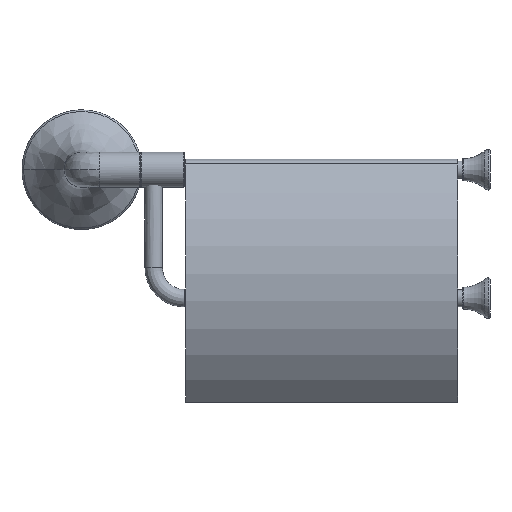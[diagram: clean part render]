
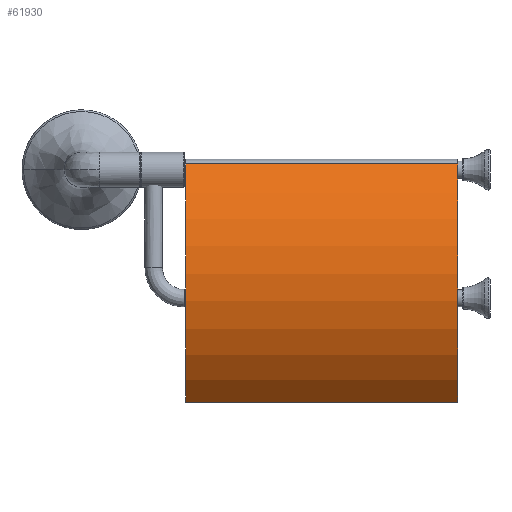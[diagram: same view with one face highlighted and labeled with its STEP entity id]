
A CAD part, front view. The second image highlights one B-rep face of the part: STEP entity #61930.
In plain terms, the highlighted free-form (B-spline) face has degree [3, 1] with [4, 2] control points.
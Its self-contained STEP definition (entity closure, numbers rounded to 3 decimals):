
#61500 = CARTESIAN_POINT ('', (172.716, -62.26, -106.771));
#61510 = VERTEX_POINT ('', #61500);
#61520 = CARTESIAN_POINT ('', (47.716, -62.26, -106.771));
#61530 = VERTEX_POINT ('', #61520);
#61540 = CARTESIAN_POINT ('', (172.716, -62.26, -106.771));
#61550 = CARTESIAN_POINT ('', (47.716, -62.26, -106.771));
#61560 = B_SPLINE_CURVE_WITH_KNOTS ('', 1, (#61540, #61550), .UNSPECIFIED., .F., .U., (2, 2), (0., 1.), .UNSPECIFIED.);
#61570 = EDGE_CURVE ('', #61510, #61530, #61560, .T.);
#61580 = ORIENTED_EDGE ('', *, *, #61570, .F.);
#61590 = CARTESIAN_POINT ('', (172.716, -65.768, 2.665));
#61600 = VERTEX_POINT ('', #61590);
#61610 = CARTESIAN_POINT ('', (172.716, -62.26, -106.771));
#61620 = CARTESIAN_POINT ('', (172.716, -92.389, -77.049));
#61630 = CARTESIAN_POINT ('', (172.716, -93.932, -28.926));
#61640 = CARTESIAN_POINT ('', (172.716, -65.768, 2.665));
#61650 = B_SPLINE_CURVE_WITH_KNOTS ('', 3, (#61610, #61620, #61630, #61640), .UNSPECIFIED., .F., .U., (4, 4), (0., 1.), .UNSPECIFIED.);
#61660 = EDGE_CURVE ('', #61510, #61600, #61650, .T.);
#61670 = ORIENTED_EDGE ('', *, *, #61660, .T.);
#61680 = CARTESIAN_POINT ('', (47.716, -65.768, 2.665));
#61690 = VERTEX_POINT ('', #61680);
#61700 = CARTESIAN_POINT ('', (172.716, -65.768, 2.665));
#61710 = CARTESIAN_POINT ('', (47.716, -65.768, 2.665));
#61720 = B_SPLINE_CURVE_WITH_KNOTS ('', 1, (#61700, #61710), .UNSPECIFIED., .F., .U., (2, 2), (0., 1.), .UNSPECIFIED.);
#61730 = EDGE_CURVE ('', #61600, #61690, #61720, .T.);
#61740 = ORIENTED_EDGE ('', *, *, #61730, .T.);
#61750 = CARTESIAN_POINT ('', (47.716, -62.26, -106.771));
#61760 = CARTESIAN_POINT ('', (47.716, -92.389, -77.049));
#61770 = CARTESIAN_POINT ('', (47.716, -93.932, -28.926));
#61780 = CARTESIAN_POINT ('', (47.716, -65.768, 2.665));
#61790 = B_SPLINE_CURVE_WITH_KNOTS ('', 3, (#61750, #61760, #61770, #61780), .UNSPECIFIED., .F., .U., (4, 4), (0., 1.), .UNSPECIFIED.);
#61800 = EDGE_CURVE ('', #61530, #61690, #61790, .T.);
#61810 = ORIENTED_EDGE ('', *, *, #61800, .F.);
#61820 = EDGE_LOOP ('', (#61580, #61670, #61740, #61810));
#61830 = FACE_OUTER_BOUND ('', #61820, .T.);
#61840 = CARTESIAN_POINT ('', (172.716, -62.26, -106.771));
#61850 = CARTESIAN_POINT ('', (47.716, -62.26, -106.771));
#61860 = CARTESIAN_POINT ('', (172.716, -92.389, -77.049));
#61870 = CARTESIAN_POINT ('', (47.716, -92.389, -77.049));
#61880 = CARTESIAN_POINT ('', (172.716, -93.932, -28.926));
#61890 = CARTESIAN_POINT ('', (47.716, -93.932, -28.926));
#61900 = CARTESIAN_POINT ('', (172.716, -65.768, 2.665));
#61910 = CARTESIAN_POINT ('', (47.716, -65.768, 2.665));
#61920 = B_SPLINE_SURFACE_WITH_KNOTS ('', 3, 1, ((#61840, #61850), (#61860, #61870), (#61880, #61890), (#61900, #61910)), .UNSPECIFIED., .F., .F., .U., (4, 4), (2, 2), (0., 1.), (0., 1.), .UNSPECIFIED.);
#61930 = ADVANCED_FACE ('', (#61830), #61920, .T.);
